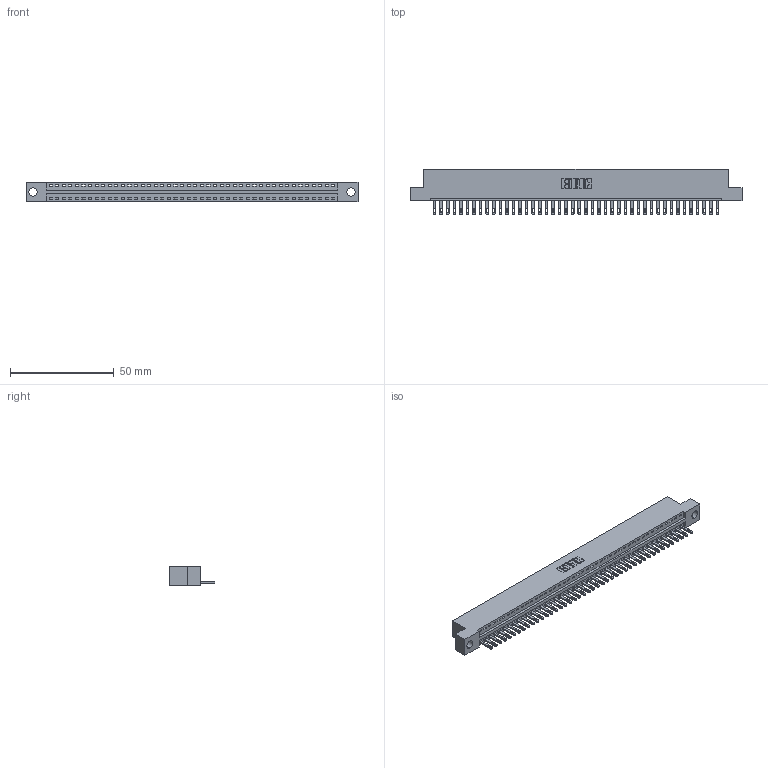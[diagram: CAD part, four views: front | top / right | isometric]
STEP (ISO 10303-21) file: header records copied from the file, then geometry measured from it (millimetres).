
FILE_DESCRIPTION (( 'STEP AP203' ), '1' );
FILE_NAME ('346-044-500-104.STEP', '2022-05-09T16:27:16', ( '' ), ( '' ), 'SwSTEP 2.0', 'SolidWorks 2020', '' );
FILE_SCHEMA (( 'CONFIG_CONTROL_DESIGN' ));
Length unit declared in the file: inch
Products named in the file (3): 345-292-001_345-293-100; 346-044-500-104; 346 Part_Flush Mounting Lugs - 0.156 Dia-TH
Assembly tree (45 placements, depth 2):
  346-044-500-104
    346 Part_Flush Mounting Lugs - 0.156 Dia-TH
    345-292-001_345-293-100  x44
Bounding box: 160.27 x 21.84 x 9.4 mm (x, y, z)
Volume: 15276.8 mm3; surface area: 19055.4 mm2
Topology: 45 solids, 45 shells, 2512 faces, 7757 edges, 5170 vertices
Faces by surface type: plane 1586, cylinder 926
Entity records: 27387 total; most frequent: CARTESIAN_POINT 4702, ORIENTED_EDGE 4678, DIRECTION 4147, EDGE_CURVE 2339, LINE 2027, VECTOR 2027, VERTEX_POINT 1558, AXIS2_PLACEMENT_3D 1060
